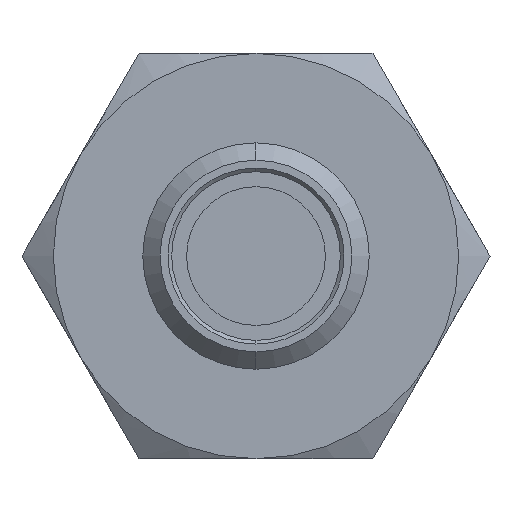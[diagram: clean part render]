
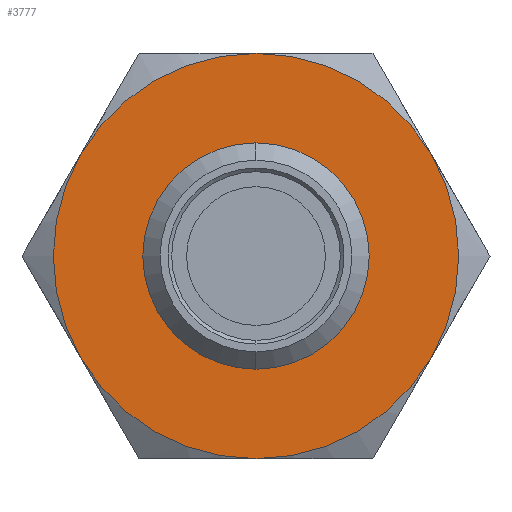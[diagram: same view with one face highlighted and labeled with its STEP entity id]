
A CAD part, left-side view. The second image highlights one B-rep face of the part: STEP entity #3777.
In plain terms, the highlighted planar face has unit normal (-1, 0, 0).
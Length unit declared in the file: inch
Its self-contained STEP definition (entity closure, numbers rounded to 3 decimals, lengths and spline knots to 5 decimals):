
#56 = CIRCLE ( 'NONE', #5328, 0.10335 ) ;
#71 = ORIENTED_EDGE ( 'NONE', *, *, #2572, .T. ) ;
#88 = AXIS2_PLACEMENT_3D ( 'NONE', #3907, #3966, #128 ) ;
#128 = DIRECTION ( 'NONE',  ( 0., 0., -1. ) ) ;
#240 = CARTESIAN_POINT ( 'NONE',  ( 0.30315, 0., 0.10335 ) ) ;
#253 = DIRECTION ( 'NONE',  ( 0., 0., 1. ) ) ;
#516 = EDGE_CURVE ( 'NONE', #3359, #2243, #4750, .T. ) ;
#522 = DIRECTION ( 'NONE',  ( 0., 0., 1. ) ) ;
#672 = CARTESIAN_POINT ( 'NONE',  ( 0.30315, 0., 0. ) ) ;
#746 = EDGE_CURVE ( 'NONE', #2555, #3359, #3609, .T. ) ;
#786 = ORIENTED_EDGE ( 'NONE', *, *, #4864, .T. ) ;
#831 = AXIS2_PLACEMENT_3D ( 'NONE', #1896, #2358, #253 ) ;
#1089 = DIRECTION ( 'NONE',  ( 0., 0., 1. ) ) ;
#1093 = EDGE_CURVE ( 'NONE', #3034, #1486, #5232, .T. ) ;
#1104 = CARTESIAN_POINT ( 'NONE',  ( 0.30315, -0.18923, 0.10925 ) ) ;
#1108 = ORIENTED_EDGE ( 'NONE', *, *, #2788, .T. ) ;
#1117 = VERTEX_POINT ( 'NONE', #1104 ) ;
#1139 = CARTESIAN_POINT ( 'NONE',  ( 0.30315, 0., 0. ) ) ;
#1204 = AXIS2_PLACEMENT_3D ( 'NONE', #1777, #1424, #522 ) ;
#1244 = CARTESIAN_POINT ( 'NONE',  ( 0.30315, 0.18923, -0.10925 ) ) ;
#1292 = CARTESIAN_POINT ( 'NONE',  ( 0.30315, 0., 0. ) ) ;
#1371 = FACE_BOUND ( 'NONE', #2865, .T. ) ;
#1399 = AXIS2_PLACEMENT_3D ( 'NONE', #1292, #3308, #4981 ) ;
#1424 = DIRECTION ( 'NONE',  ( -1., 0., 0. ) ) ;
#1437 = ORIENTED_EDGE ( 'NONE', *, *, #1093, .T. ) ;
#1486 = VERTEX_POINT ( 'NONE', #240 ) ;
#1516 = ORIENTED_EDGE ( 'NONE', *, *, #746, .T. ) ;
#1758 = CARTESIAN_POINT ( 'NONE',  ( 0.30315, 0., -0.2185 ) ) ;
#1777 = CARTESIAN_POINT ( 'NONE',  ( 0.30315, 0., 0. ) ) ;
#1823 = CIRCLE ( 'NONE', #4733, 0.2185 ) ;
#1859 = FACE_OUTER_BOUND ( 'NONE', #2966, .T. ) ;
#1896 = CARTESIAN_POINT ( 'NONE',  ( 0.30315, 0., 0. ) ) ;
#1905 = DIRECTION ( 'NONE',  ( -1., 0., 0. ) ) ;
#1908 = DIRECTION ( 'NONE',  ( -1., 0., 0. ) ) ;
#2057 = AXIS2_PLACEMENT_3D ( 'NONE', #672, #3577, #4015 ) ;
#2243 = VERTEX_POINT ( 'NONE', #1758 ) ;
#2275 = CARTESIAN_POINT ( 'NONE',  ( 0.30315, 0., 0. ) ) ;
#2300 = DIRECTION ( 'NONE',  ( 0., 0., -1. ) ) ;
#2312 = DIRECTION ( 'NONE',  ( 0., 0., -1. ) ) ;
#2358 = DIRECTION ( 'NONE',  ( 1., 0., 0. ) ) ;
#2405 = CIRCLE ( 'NONE', #2057, 0.2185 ) ;
#2497 = AXIS2_PLACEMENT_3D ( 'NONE', #1139, #1908, #3158 ) ;
#2539 = EDGE_CURVE ( 'NONE', #4480, #1117, #4621, .T. ) ;
#2549 = ORIENTED_EDGE ( 'NONE', *, *, #3178, .T. ) ;
#2555 = VERTEX_POINT ( 'NONE', #5302 ) ;
#2572 = EDGE_CURVE ( 'NONE', #4844, #2555, #2405, .T. ) ;
#2788 = EDGE_CURVE ( 'NONE', #1117, #4844, #1823, .T. ) ;
#2803 = ORIENTED_EDGE ( 'NONE', *, *, #2539, .T. ) ;
#2865 = EDGE_LOOP ( 'NONE', ( #786, #1437 ) ) ;
#2966 = EDGE_LOOP ( 'NONE', ( #2549, #2803, #1108, #71, #1516, #3700 ) ) ;
#3034 = VERTEX_POINT ( 'NONE', #3665 ) ;
#3085 = CARTESIAN_POINT ( 'NONE',  ( 0.30315, -0.18923, -0.10925 ) ) ;
#3133 = CARTESIAN_POINT ( 'NONE',  ( 0.30315, 0., 0. ) ) ;
#3158 = DIRECTION ( 'NONE',  ( 0., 0., -1. ) ) ;
#3178 = EDGE_CURVE ( 'NONE', #2243, #4480, #3329, .T. ) ;
#3308 = DIRECTION ( 'NONE',  ( -1., 0., 0. ) ) ;
#3329 = CIRCLE ( 'NONE', #5260, 0.2185 ) ;
#3359 = VERTEX_POINT ( 'NONE', #1244 ) ;
#3577 = DIRECTION ( 'NONE',  ( -1., 0., 0. ) ) ;
#3609 = CIRCLE ( 'NONE', #88, 0.2185 ) ;
#3665 = CARTESIAN_POINT ( 'NONE',  ( 0.30315, 0., -0.10335 ) ) ;
#3700 = ORIENTED_EDGE ( 'NONE', *, *, #516, .T. ) ;
#3777 = ADVANCED_FACE ( 'NONE', ( #1371, #1859 ), #4303, .T. ) ;
#3907 = CARTESIAN_POINT ( 'NONE',  ( 0.30315, 0., 0. ) ) ;
#3966 = DIRECTION ( 'NONE',  ( -1., 0., 0. ) ) ;
#4015 = DIRECTION ( 'NONE',  ( 0., 0., -1. ) ) ;
#4017 = CARTESIAN_POINT ( 'NONE',  ( 0.30315, 0., 0.2185 ) ) ;
#4303 = PLANE ( 'NONE',  #1204 ) ;
#4383 = DIRECTION ( 'NONE',  ( -1., 0., 0. ) ) ;
#4477 = DIRECTION ( 'NONE',  ( 1., 0., 0. ) ) ;
#4480 = VERTEX_POINT ( 'NONE', #3085 ) ;
#4621 = CIRCLE ( 'NONE', #2497, 0.2185 ) ;
#4733 = AXIS2_PLACEMENT_3D ( 'NONE', #2275, #4383, #2300 ) ;
#4750 = CIRCLE ( 'NONE', #1399, 0.2185 ) ;
#4844 = VERTEX_POINT ( 'NONE', #4017 ) ;
#4861 = CARTESIAN_POINT ( 'NONE',  ( 0.30315, 0., 0. ) ) ;
#4864 = EDGE_CURVE ( 'NONE', #1486, #3034, #56, .T. ) ;
#4981 = DIRECTION ( 'NONE',  ( 0., 0., -1. ) ) ;
#5232 = CIRCLE ( 'NONE', #831, 0.10335 ) ;
#5260 = AXIS2_PLACEMENT_3D ( 'NONE', #4861, #1905, #2312 ) ;
#5302 = CARTESIAN_POINT ( 'NONE',  ( 0.30315, 0.18923, 0.10925 ) ) ;
#5328 = AXIS2_PLACEMENT_3D ( 'NONE', #3133, #4477, #1089 ) ;
